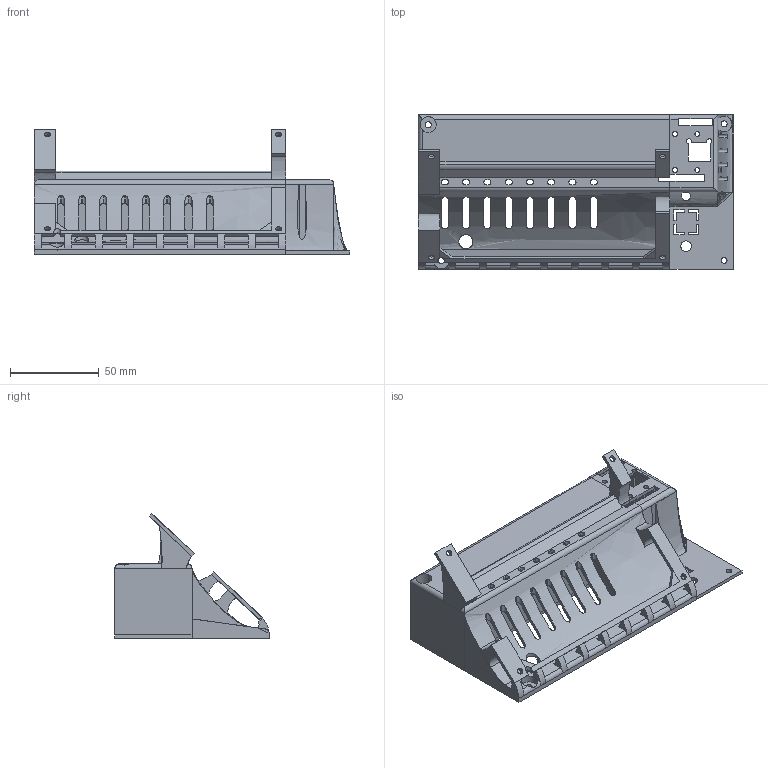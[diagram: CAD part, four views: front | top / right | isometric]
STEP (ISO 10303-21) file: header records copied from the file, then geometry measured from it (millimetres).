
FILE_DESCRIPTION(/* description */ (''),/* implementation_level */ '2;1');
FILE_NAME(/* name */ 'BoxTopWithEmpennage_v2',/* time_stamp */ '2024-08-08T13:52:04+02:00',/* author */ (''),/* organization */ (''),/* preprocessor_version */ 'ST-DEVELOPER v19.2',/* originating_system */ 'Rhino 8.4',/* authorisation */ '');
FILE_SCHEMA (('CONFIG_CONTROL_DESIGN'));
Length unit declared in the file: millimetre
Products named in the file (1): Document
Bounding box: 178 x 87 x 70.41 mm (x, y, z)
Volume: 103254.8 mm3; surface area: 96806.3 mm2
Topology: 26 solids, 30 shells, 562 faces, 1522 edges, 1007 vertices
Faces by surface type: plane 312, cylinder 154, bspline 96
Entity records: 19291 total; most frequent: CARTESIAN_POINT 8423, ORIENTED_EDGE 3020, EDGE_CURVE 1516, VERTEX_POINT 1005, DIRECTION 864, B_SPLINE_CURVE_WITH_KNOTS 836, EDGE_LOOP 684, AXIS2_PLACEMENT_3D 657
